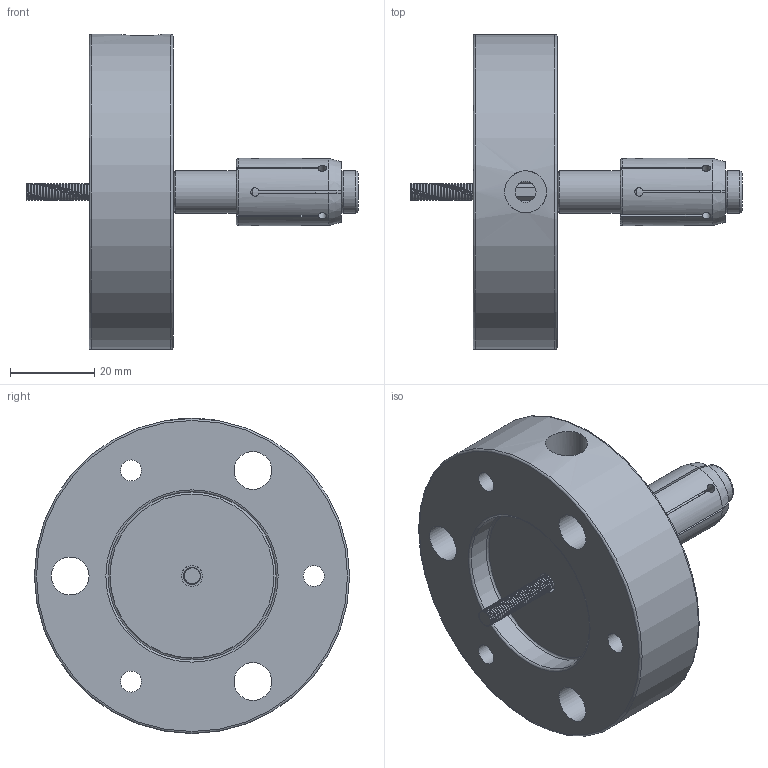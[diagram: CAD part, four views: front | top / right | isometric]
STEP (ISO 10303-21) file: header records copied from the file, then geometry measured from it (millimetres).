
FILE_DESCRIPTION (( 'STEP AP214' ), '1' );
FILE_NAME ('DTG-3A1（16x25）.STEP', '2024-09-28T02:20:09', ( '' ), ( '' ), 'SwSTEP 2.0', 'SolidWorks 2023', '' );
FILE_SCHEMA (( 'AUTOMOTIVE_DESIGN' ));
Length unit declared in the file: millimetre
Products named in the file (4): DTG-3A1 底座（16x25）; DTG-3A1 拉杆（16x25）; DTG-3A1 涨套（16x25）; DTG-3A1（16x25）
Assembly tree (3 placements, depth 2):
  DTG-3A1（16x25）
    DTG-3A1 底座（16x25）
    DTG-3A1 拉杆（16x25）
    DTG-3A1 涨套（16x25）
Bounding box: 79 x 75 x 75 mm (x, y, z)
Volume: 77352.4 mm3; surface area: 24131.1 mm2
Topology: 3 solids, 3 shells, 159 faces, 398 edges, 254 vertices
Faces by surface type: plane 81, cylinder 49, cone 14, torus 12, bspline 3
Full cylindrical faces by diameter (mm): 3 x1, 3.5 x1, 4 x3, 5 x5, 8 x1, 8.28 x1, 9 x3, 10 x3, 15 x3, 16 x1, 40 x1, 75 x1
Entity records: 10175 total; most frequent: CARTESIAN_POINT 5280, DIRECTION 734, ORIENTED_EDGE 708, EDGE_CURVE 354, AXIS2_PLACEMENT_3D 289, VERTEX_POINT 246, EDGE_LOOP 222, FACE_OUTER_BOUND 191
